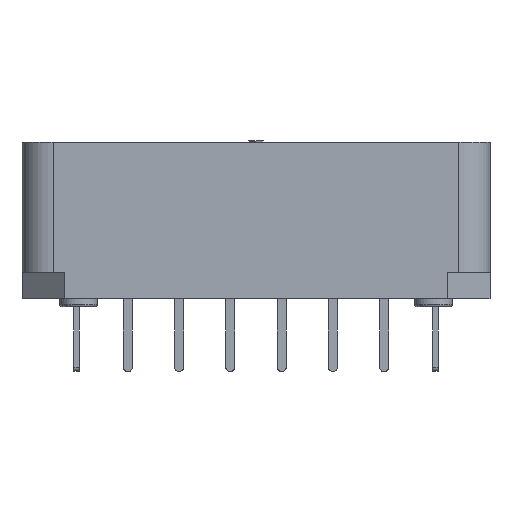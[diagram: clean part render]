
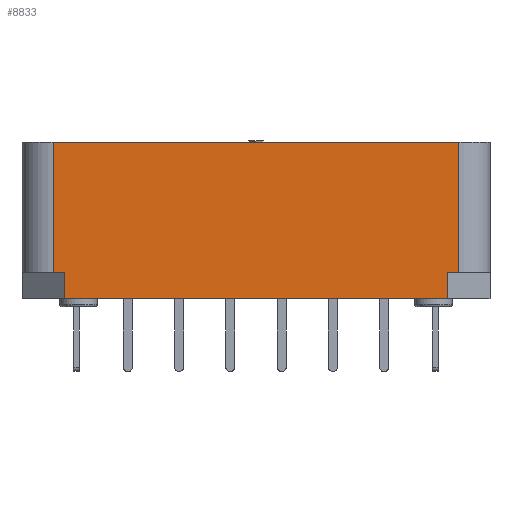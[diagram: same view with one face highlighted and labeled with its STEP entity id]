
A CAD part, front view. The second image highlights one B-rep face of the part: STEP entity #8833.
In plain terms, the highlighted planar face has unit normal (0, -1, 0).
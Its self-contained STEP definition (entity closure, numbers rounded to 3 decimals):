
#243=DIRECTION('',(-1.,0.,0.));
#244=VECTOR('',#243,20.1);
#245=CARTESIAN_POINT('',(21.64,0.,0.));
#246=LINE('4161',#245,#244);
#406=DIRECTION('',(-1.,0.,0.));
#407=VECTOR('',#406,0.56);
#408=CARTESIAN_POINT('',(21.64,0.,-6.45));
#409=LINE('5451',#408,#407);
#410=DIRECTION('',(0.,0.,1.));
#411=VECTOR('',#410,1.3);
#412=CARTESIAN_POINT('',(2.1,0.,-7.75));
#413=LINE('5663',#412,#411);
#414=DIRECTION('',(-1.,0.,0.));
#415=VECTOR('',#414,0.56);
#416=CARTESIAN_POINT('',(2.1,0.,-6.45));
#417=LINE('5452',#416,#415);
#427=DIRECTION('',(0.,0.,1.));
#428=VECTOR('',#427,1.3);
#429=CARTESIAN_POINT('',(21.08,0.,-7.75));
#430=LINE('5662',#429,#428);
#492=DIRECTION('',(1.,0.,0.));
#493=VECTOR('',#492,18.98);
#494=CARTESIAN_POINT('',(2.1,0.,-7.75));
#495=LINE('5010',#494,#493);
#4088=DIRECTION('',(0.,0.,1.));
#4089=VECTOR('',#4088,6.45);
#4090=CARTESIAN_POINT('',(21.64,0.,-6.45));
#4091=LINE('4304',#4090,#4089);
#4092=DIRECTION('',(0.,0.,-1.));
#4093=VECTOR('',#4092,6.45);
#4094=CARTESIAN_POINT('',(1.54,0.,0.));
#4095=LINE('4303',#4094,#4093);
#6581=CARTESIAN_POINT('',(21.64,0.,0.));
#6582=VERTEX_POINT('',#6581);
#6583=CARTESIAN_POINT('',(1.54,0.,0.));
#6584=VERTEX_POINT('',#6583);
#6824=CARTESIAN_POINT('',(1.54,0.,-6.45));
#6826=VERTEX_POINT('',#6824);
#6827=CARTESIAN_POINT('',(21.64,0.,-6.45));
#6829=VERTEX_POINT('',#6827);
#7859=CARTESIAN_POINT('',(2.1,0.,-7.75));
#7860=VERTEX_POINT('',#7859);
#7861=CARTESIAN_POINT('',(21.08,0.,-7.75));
#7862=VERTEX_POINT('',#7861);
#8182=CARTESIAN_POINT('',(21.08,0.,-6.45));
#8184=VERTEX_POINT('',#8182);
#8185=CARTESIAN_POINT('',(2.1,0.,-6.45));
#8187=VERTEX_POINT('',#8185);
#8813=CARTESIAN_POINT('',(1.54,0.,0.));
#8814=DIRECTION('',(0.,-1.,0.));
#8815=DIRECTION('',(1.,0.,0.));
#8816=AXIS2_PLACEMENT_3D('',#8813,#8814,#8815);
#8817=PLANE('3604',#8816);
#8819=ORIENTED_EDGE('5451',*,*,#8818,.T.);
#8821=ORIENTED_EDGE('5662',*,*,#8820,.F.);
#8823=ORIENTED_EDGE('5010',*,*,#8822,.F.);
#8824=ORIENTED_EDGE('5663',*,*,#8805,.T.);
#8825=ORIENTED_EDGE('5452',*,*,#8794,.T.);
#8827=ORIENTED_EDGE('4303',*,*,#8826,.F.);
#8828=ORIENTED_EDGE('4161',*,*,#8606,.F.);
#8830=ORIENTED_EDGE('4304',*,*,#8829,.F.);
#8831=EDGE_LOOP('3604',(#8819,#8821,#8823,#8824,#8825,#8827,#8828,#8830));
#8832=FACE_OUTER_BOUND('3604',#8831,.F.);
#8833=ADVANCED_FACE('3604',(#8832),#8817,.T.);
#8606=EDGE_CURVE('4161',#6582,#6584,#246,.T.);
#8794=EDGE_CURVE('5452',#8187,#6826,#417,.T.);
#8805=EDGE_CURVE('5663',#7860,#8187,#413,.T.);
#8818=EDGE_CURVE('5451',#6829,#8184,#409,.T.);
#8820=EDGE_CURVE('5662',#7862,#8184,#430,.T.);
#8822=EDGE_CURVE('5010',#7860,#7862,#495,.T.);
#8826=EDGE_CURVE('4303',#6584,#6826,#4095,.T.);
#8829=EDGE_CURVE('4304',#6829,#6582,#4091,.T.);
